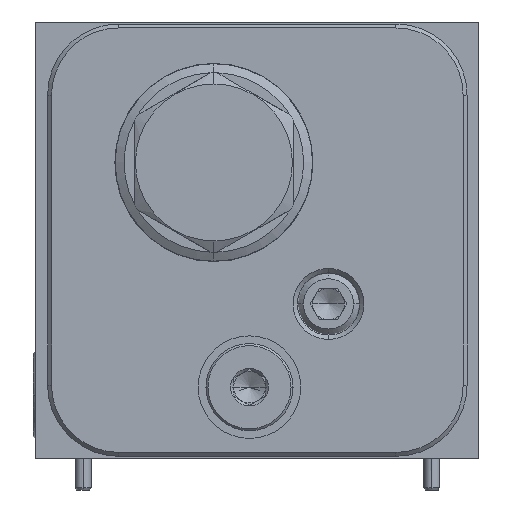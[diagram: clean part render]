
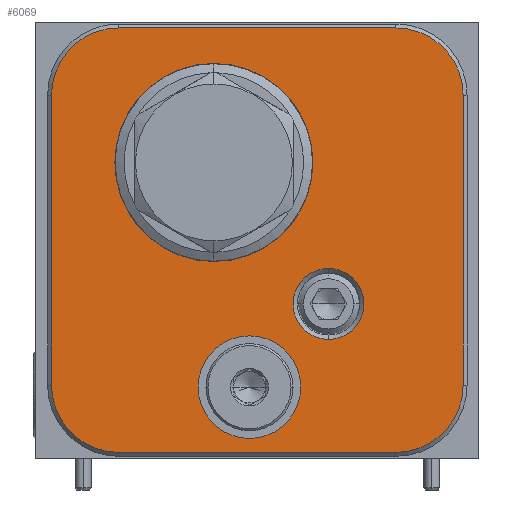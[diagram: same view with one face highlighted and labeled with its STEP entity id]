
A CAD part, left-side view. The second image highlights one B-rep face of the part: STEP entity #6069.
In plain terms, the highlighted planar face has unit normal (-1, 0, 0).
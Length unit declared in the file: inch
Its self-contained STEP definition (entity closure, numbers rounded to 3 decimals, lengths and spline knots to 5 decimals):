
#1395=CARTESIAN_POINT('',(0.,-1.407,2.336));
#1396=DIRECTION('',(1.,0.,0.));
#1397=DIRECTION('',(0.,0.,-1.));
#1398=AXIS2_PLACEMENT_3D('',#1395,#1396,#1397);
#1400=CARTESIAN_POINT('',(0.,-1.407,2.336));
#1401=DIRECTION('',(1.,0.,0.));
#1402=DIRECTION('',(0.,0.,1.));
#1403=AXIS2_PLACEMENT_3D('',#1400,#1401,#1402);
#1405=CARTESIAN_POINT('',(0.,-2.312,1.219));
#1406=DIRECTION('',(1.,0.,0.));
#1407=DIRECTION('',(0.,0.,-1.));
#1408=AXIS2_PLACEMENT_3D('',#1405,#1406,#1407);
#1410=CARTESIAN_POINT('',(0.,-2.312,1.219));
#1411=DIRECTION('',(1.,0.,0.));
#1412=DIRECTION('',(0.,0.,1.));
#1413=AXIS2_PLACEMENT_3D('',#1410,#1411,#1412);
#1415=CARTESIAN_POINT('',(0.,-1.688,0.562));
#1416=DIRECTION('',(1.,0.,0.));
#1417=DIRECTION('',(0.,0.,-1.));
#1418=AXIS2_PLACEMENT_3D('',#1415,#1416,#1417);
#1420=CARTESIAN_POINT('',(0.,-1.688,0.562));
#1421=DIRECTION('',(1.,0.,0.));
#1422=DIRECTION('',(0.,0.,1.));
#1423=AXIS2_PLACEMENT_3D('',#1420,#1421,#1422);
#3658=CARTESIAN_POINT('',(0.,-2.844,2.867));
#3659=DIRECTION('',(1.,0.,0.));
#3660=DIRECTION('',(0.,0.,1.));
#3661=AXIS2_PLACEMENT_3D('',#3658,#3659,#3660);
#3672=DIRECTION('',(0.,-1.,0.));
#3673=VECTOR('',#3672,2.188);
#3674=CARTESIAN_POINT('',(0.,-0.656,3.398));
#3675=LINE('',#3674,#3673);
#3684=CARTESIAN_POINT('',(0.,-0.656,2.867));
#3685=DIRECTION('',(1.,0.,0.));
#3686=DIRECTION('',(0.,1.,0.));
#3687=AXIS2_PLACEMENT_3D('',#3684,#3685,#3686);
#3698=DIRECTION('',(0.,0.,1.));
#3699=VECTOR('',#3698,2.289);
#3700=CARTESIAN_POINT('',(0.,-0.125,0.578));
#3701=LINE('',#3700,#3699);
#3710=CARTESIAN_POINT('',(0.,-0.656,0.578));
#3711=DIRECTION('',(1.,0.,0.));
#3712=DIRECTION('',(0.,0.,-1.));
#3713=AXIS2_PLACEMENT_3D('',#3710,#3711,#3712);
#3724=DIRECTION('',(0.,1.,0.));
#3725=VECTOR('',#3724,2.188);
#3726=CARTESIAN_POINT('',(0.,-2.844,0.047));
#3727=LINE('',#3726,#3725);
#3732=CARTESIAN_POINT('',(0.,-2.844,0.578));
#3733=DIRECTION('',(1.,0.,0.));
#3734=DIRECTION('',(0.,-1.,0.));
#3735=AXIS2_PLACEMENT_3D('',#3732,#3733,#3734);
#3750=DIRECTION('',(0.,0.,-1.));
#3751=VECTOR('',#3750,2.289);
#3752=CARTESIAN_POINT('',(0.,-3.375,2.867));
#3753=LINE('',#3752,#3751);
#4800=CARTESIAN_POINT('',(0.,-1.407,1.554));
#4801=CARTESIAN_POINT('',(0.,-1.407,3.118));
#4802=VERTEX_POINT('',#4800);
#4803=VERTEX_POINT('',#4801);
#4830=CARTESIAN_POINT('',(0.,-2.312,1.499));
#4831=VERTEX_POINT('',#4830);
#4832=CARTESIAN_POINT('',(0.,-2.312,0.939));
#4833=VERTEX_POINT('',#4832);
#4862=CARTESIAN_POINT('',(0.,-1.688,0.157));
#4863=CARTESIAN_POINT('',(0.,-1.688,0.967));
#4864=VERTEX_POINT('',#4862);
#4865=VERTEX_POINT('',#4863);
#4894=CARTESIAN_POINT('',(0.,-2.844,0.047));
#4895=CARTESIAN_POINT('',(0.,-0.656,0.047));
#4896=VERTEX_POINT('',#4894);
#4897=VERTEX_POINT('',#4895);
#4902=CARTESIAN_POINT('',(0.,-0.125,0.578));
#4903=VERTEX_POINT('',#4902);
#4906=CARTESIAN_POINT('',(0.,-0.125,2.867));
#4907=VERTEX_POINT('',#4906);
#4910=CARTESIAN_POINT('',(0.,-0.656,3.398));
#4911=VERTEX_POINT('',#4910);
#4914=CARTESIAN_POINT('',(0.,-2.844,3.398));
#4915=VERTEX_POINT('',#4914);
#4918=CARTESIAN_POINT('',(0.,-3.375,2.867));
#4919=VERTEX_POINT('',#4918);
#4922=CARTESIAN_POINT('',(0.,-3.375,0.578));
#4923=VERTEX_POINT('',#4922);
#6030=CARTESIAN_POINT('',(0.,0.,0.));
#6031=DIRECTION('',(-1.,0.,0.));
#6032=DIRECTION('',(0.,-1.,0.));
#6033=AXIS2_PLACEMENT_3D('',#6030,#6031,#6032);
#6034=PLANE('',#6033);
#6036=ORIENTED_EDGE('',*,*,#6035,.T.);
#6038=ORIENTED_EDGE('',*,*,#6037,.T.);
#6040=ORIENTED_EDGE('',*,*,#6039,.T.);
#6042=ORIENTED_EDGE('',*,*,#6041,.T.);
#6044=ORIENTED_EDGE('',*,*,#6043,.T.);
#6046=ORIENTED_EDGE('',*,*,#6045,.T.);
#6048=ORIENTED_EDGE('',*,*,#6047,.T.);
#6050=ORIENTED_EDGE('',*,*,#6049,.T.);
#6051=EDGE_LOOP('',(#6036,#6038,#6040,#6042,#6044,#6046,#6048,#6050));
#6052=FACE_OUTER_BOUND('',#6051,.F.);
#6053=ORIENTED_EDGE('',*,*,#6025,.F.);
#6054=ORIENTED_EDGE('',*,*,#6009,.F.);
#6055=EDGE_LOOP('',(#6053,#6054));
#6056=FACE_BOUND('',#6055,.F.);
#6058=ORIENTED_EDGE('',*,*,#6057,.F.);
#6060=ORIENTED_EDGE('',*,*,#6059,.F.);
#6061=EDGE_LOOP('',(#6058,#6060));
#6062=FACE_BOUND('',#6061,.F.);
#6064=ORIENTED_EDGE('',*,*,#6063,.F.);
#6066=ORIENTED_EDGE('',*,*,#6065,.F.);
#6067=EDGE_LOOP('',(#6064,#6066));
#6068=FACE_BOUND('',#6067,.F.);
#6069=ADVANCED_FACE('',(#6052,#6056,#6062,#6068),#6034,.T.);
#1399=CIRCLE('',#1398,0.782);
#1404=CIRCLE('',#1403,0.782);
#1409=CIRCLE('',#1408,0.28);
#1414=CIRCLE('',#1413,0.28);
#1419=CIRCLE('',#1418,0.405);
#1424=CIRCLE('',#1423,0.405);
#3662=CIRCLE('',#3661,0.531);
#3688=CIRCLE('',#3687,0.531);
#3714=CIRCLE('',#3713,0.531);
#3736=CIRCLE('',#3735,0.531);
#6009=EDGE_CURVE('',#4831,#4833,#1414,.T.);
#6025=EDGE_CURVE('',#4833,#4831,#1409,.T.);
#6035=EDGE_CURVE('',#4915,#4919,#3662,.T.);
#6037=EDGE_CURVE('',#4919,#4923,#3753,.T.);
#6039=EDGE_CURVE('',#4923,#4896,#3736,.T.);
#6041=EDGE_CURVE('',#4896,#4897,#3727,.T.);
#6043=EDGE_CURVE('',#4897,#4903,#3714,.T.);
#6045=EDGE_CURVE('',#4903,#4907,#3701,.T.);
#6047=EDGE_CURVE('',#4907,#4911,#3688,.T.);
#6049=EDGE_CURVE('',#4911,#4915,#3675,.T.);
#6057=EDGE_CURVE('',#4864,#4865,#1419,.T.);
#6059=EDGE_CURVE('',#4865,#4864,#1424,.T.);
#6063=EDGE_CURVE('',#4802,#4803,#1399,.T.);
#6065=EDGE_CURVE('',#4803,#4802,#1404,.T.);
